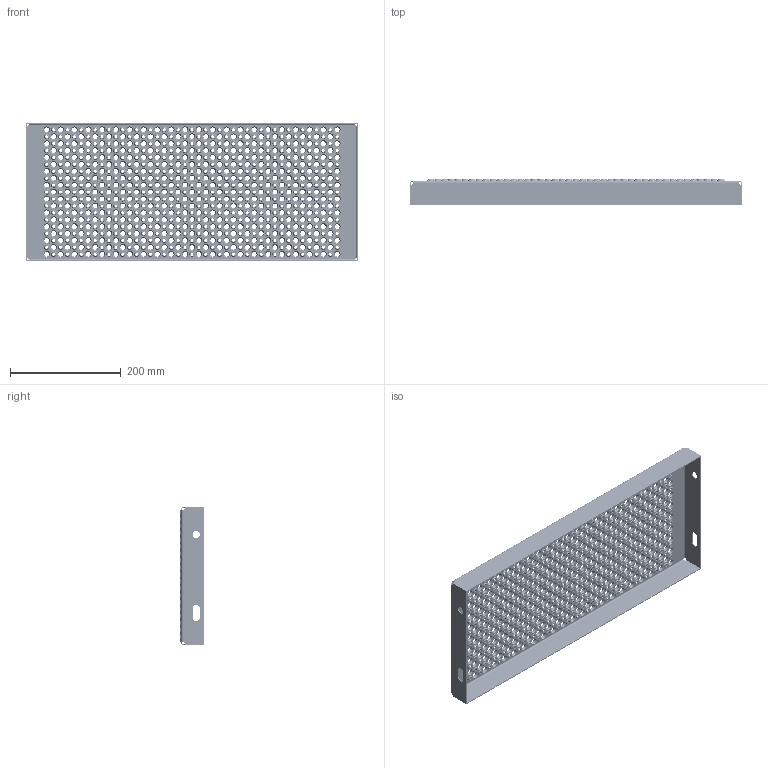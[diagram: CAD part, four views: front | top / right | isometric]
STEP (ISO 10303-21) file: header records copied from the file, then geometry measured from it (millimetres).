
FILE_DESCRIPTION (( 'STEP AP203' ), '1' );
FILE_NAME ('21050_PcP RUSTFRI TRIN_O2_250x600X45mm_M_OPTRÆK.STEP', '2014-02-18T09:03:29', ( '' ), ( '' ), 'SwSTEP 2.0', 'SolidWorks 2013', '' );
FILE_SCHEMA (( 'CONFIG_CONTROL_DESIGN' ));
Products named in the file (1): 21050_PcP RUSTFRI TRIN_O2_250x600X45mm_M_OPTRÆK
Bounding box: 600 x 45 x 250 mm (x, y, z)
Volume: 431535.4 mm3; surface area: 460157.1 mm2
Topology: 1 solids, 1 shells, 5781 faces, 13220 edges, 8258 vertices
Faces by surface type: cone 3268, cylinder 1662, plane 843, bspline 8
Entity records: 169021 total; most frequent: DIRECTION 32946, CARTESIAN_POINT 27852, ORIENTED_EDGE 26440, AXIS2_PLACEMENT_3D 13984, EDGE_CURVE 13220, VERTEX_POINT 8258, EDGE_LOOP 8240, CIRCLE 8210
